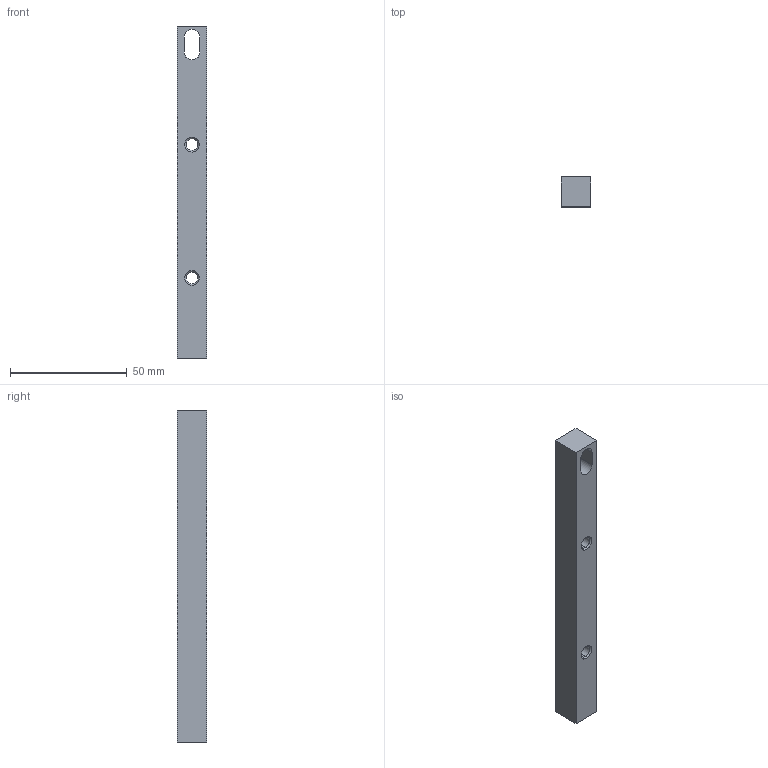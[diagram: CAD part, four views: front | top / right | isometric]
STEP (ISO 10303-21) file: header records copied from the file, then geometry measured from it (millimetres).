
FILE_DESCRIPTION (( 'STEP AP214' ), '1' );
FILE_NAME ('Amplifier Holder 1 STEP.STEP', '2024-10-18T03:10:42', ( '' ), ( '' ), 'SwSTEP 2.0', 'SolidWorks 2023', '' );
FILE_SCHEMA (( 'AUTOMOTIVE_DESIGN' ));
Length unit declared in the file: inch
Products named in the file (1): Amplifier Holder 1 STEP
Bounding box: 12.7 x 12.7 x 142.24 mm (x, y, z)
Volume: 21398.8 mm3; surface area: 8121 mm2
Topology: 1 solids, 1 shells, 23 faces, 55 edges, 34 vertices
Faces by surface type: cone 8, plane 8, cylinder 7
Entity records: 706 total; most frequent: DIRECTION 125, CARTESIAN_POINT 113, ORIENTED_EDGE 110, EDGE_CURVE 55, AXIS2_PLACEMENT_3D 46, VERTEX_POINT 34, LINE 33, VECTOR 33
